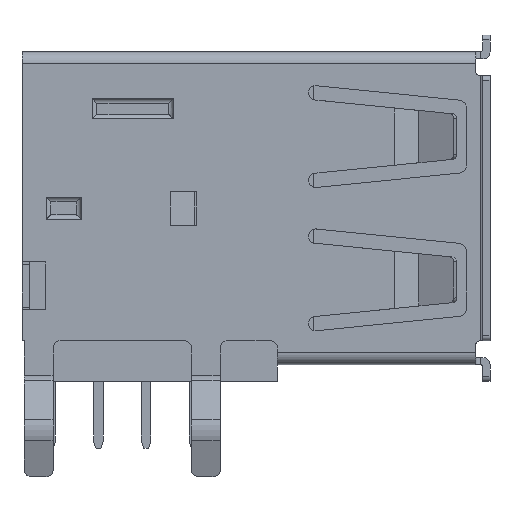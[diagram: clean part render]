
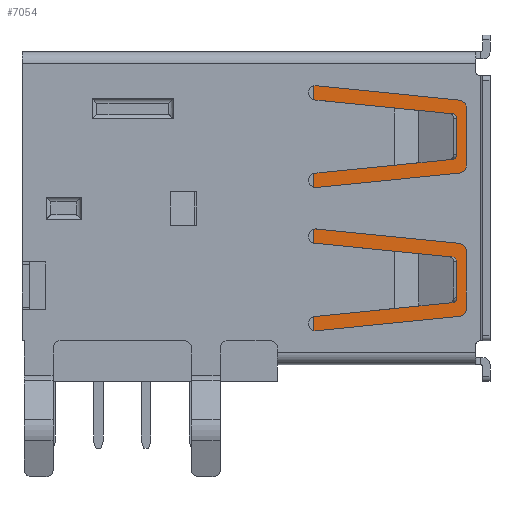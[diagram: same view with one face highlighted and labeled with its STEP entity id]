
A CAD part, left-side view. The second image highlights one B-rep face of the part: STEP entity #7054.
In plain terms, the highlighted planar face has unit normal (-1, 0, 0).
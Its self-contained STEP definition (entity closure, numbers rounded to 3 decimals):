
#3039 = CARTESIAN_POINT ( 'NONE',  ( -1.788, -9.4, 5.45 ) ) ;
#3779 = AXIS2_PLACEMENT_3D ( 'NONE', #37257, #26245, #11234 ) ;
#4731 = VERTEX_POINT ( 'NONE', #23881 ) ;
#5858 = LINE ( 'NONE', #3039, #16297 ) ;
#6235 = DIRECTION ( 'NONE',  ( 0., 1., 0. ) ) ;
#7054 = ADVANCED_FACE ( 'NONE', ( #23017 ), #17893, .F. ) ;
#8398 = LINE ( 'NONE', #33688, #35625 ) ;
#8495 = VERTEX_POINT ( 'NONE', #18955 ) ;
#9673 = DIRECTION ( 'NONE',  ( 0., 0., 1. ) ) ;
#10647 = LINE ( 'NONE', #19945, #30495 ) ;
#10808 = ORIENTED_EDGE ( 'NONE', *, *, #24478, .F. ) ;
#11234 = DIRECTION ( 'NONE',  ( 0., 0., -1. ) ) ;
#11568 = DIRECTION ( 'NONE',  ( 0., 0., -1. ) ) ;
#12514 = EDGE_CURVE ( 'NONE', #36875, #18408, #5858, .T. ) ;
#12540 = LINE ( 'NONE', #35671, #32727 ) ;
#16297 = VECTOR ( 'NONE', #6235, 1000. ) ;
#16642 = EDGE_CURVE ( 'NONE', #18408, #8495, #10647, .T. ) ;
#17893 = PLANE ( 'NONE',  #3779 ) ;
#18408 = VERTEX_POINT ( 'NONE', #20874 ) ;
#18955 = CARTESIAN_POINT ( 'NONE',  ( -1.788, -2.4, -5.45 ) ) ;
#19945 = CARTESIAN_POINT ( 'NONE',  ( -1.788, -2.4, -5.45 ) ) ;
#20874 = CARTESIAN_POINT ( 'NONE',  ( -1.788, -2.4, 5.45 ) ) ;
#23017 = FACE_OUTER_BOUND ( 'NONE', #23713, .T. ) ;
#23713 = EDGE_LOOP ( 'NONE', ( #10808, #24730, #33037, #33035 ) ) ;
#23881 = CARTESIAN_POINT ( 'NONE',  ( -1.788, -9.3, -5.45 ) ) ;
#24478 = EDGE_CURVE ( 'NONE', #4731, #8495, #8398, .T. ) ;
#24730 = ORIENTED_EDGE ( 'NONE', *, *, #36860, .T. ) ;
#26245 = DIRECTION ( 'NONE',  ( 1., 0., 0. ) ) ;
#30495 = VECTOR ( 'NONE', #11568, 1000. ) ;
#32727 = VECTOR ( 'NONE', #9673, 1000. ) ;
#32826 = CARTESIAN_POINT ( 'NONE',  ( -1.788, -9.3, 5.45 ) ) ;
#33035 = ORIENTED_EDGE ( 'NONE', *, *, #16642, .T. ) ;
#33037 = ORIENTED_EDGE ( 'NONE', *, *, #12514, .T. ) ;
#33688 = CARTESIAN_POINT ( 'NONE',  ( -1.788, -9.4, -5.45 ) ) ;
#34420 = DIRECTION ( 'NONE',  ( 0., 1., 0. ) ) ;
#35625 = VECTOR ( 'NONE', #34420, 1000. ) ;
#35671 = CARTESIAN_POINT ( 'NONE',  ( -1.788, -9.3, 5.45 ) ) ;
#36860 = EDGE_CURVE ( 'NONE', #4731, #36875, #12540, .T. ) ;
#36875 = VERTEX_POINT ( 'NONE', #32826 ) ;
#37257 = CARTESIAN_POINT ( 'NONE',  ( -1.788, -9.4, -5.45 ) ) ;
